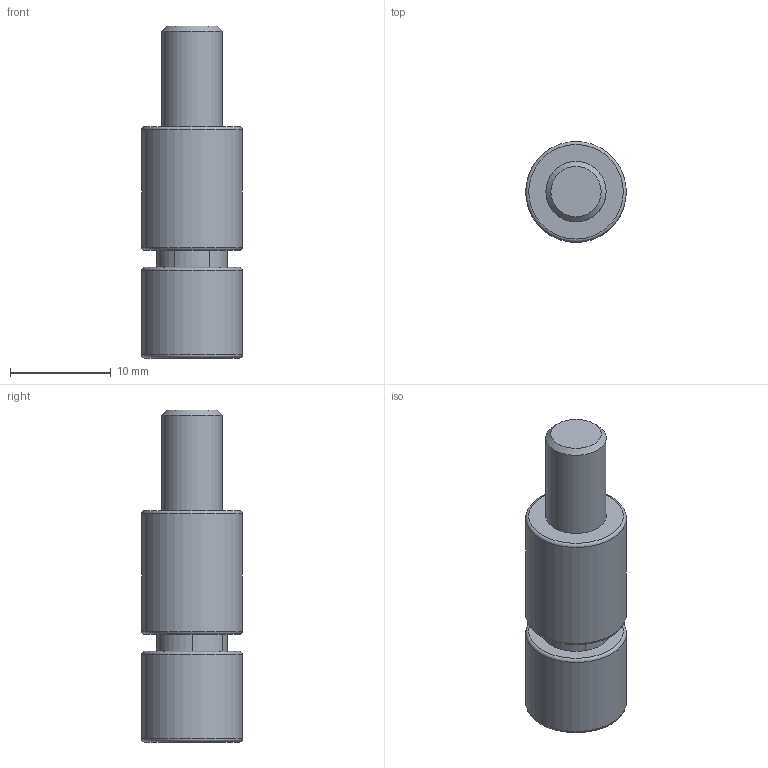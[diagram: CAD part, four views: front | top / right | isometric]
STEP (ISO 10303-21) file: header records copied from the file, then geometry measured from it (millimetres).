
FILE_DESCRIPTION(/* description */ ('PERNO FILETTATO M6x10 TESTA H23 FERRO ZN'),/* implementation_level */ '2;1');
FILE_NAME(/* name */ 'DPEXX0000063-XT10204.stp',/* time_stamp */ '2019-07-29T10:38:09+02:00',/* author */ ('fzagni'),/* organization */ (''),/* preprocessor_version */ 'ST-DEVELOPER v17.2',/* originating_system */ 'Autodesk Inventor 2019',/* authorisation */ '');
FILE_SCHEMA (('AUTOMOTIVE_DESIGN { 1 0 10303 214 3 1 1 }'));
Length unit declared in the file: millimetre
Products named in the file (1): XT10204
Bounding box: 10 x 10 x 33 mm (x, y, z)
Volume: 1610.7 mm3; surface area: 1377.6 mm2
Topology: 1 solids, 1 shells, 27 faces, 61 edges, 40 vertices
Faces by surface type: plane 12, cylinder 10, torus 4, cone 1
Full cylindrical faces by diameter (mm): 6 x1, 7 x1, 10 x2
Entity records: 812 total; most frequent: DIRECTION 149, CARTESIAN_POINT 129, ORIENTED_EDGE 122, EDGE_CURVE 61, AXIS2_PLACEMENT_3D 60, VERTEX_POINT 40, EDGE_LOOP 31, LINE 29
